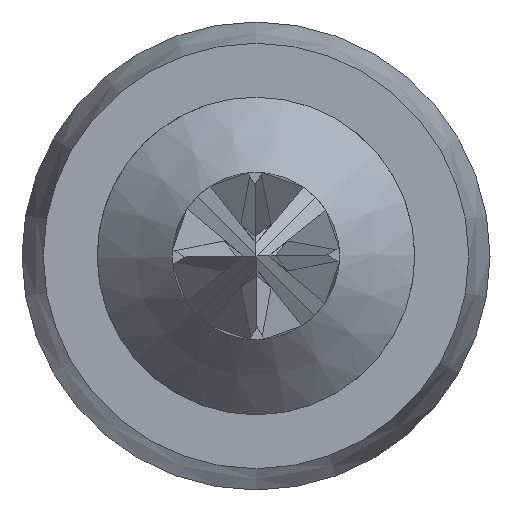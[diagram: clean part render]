
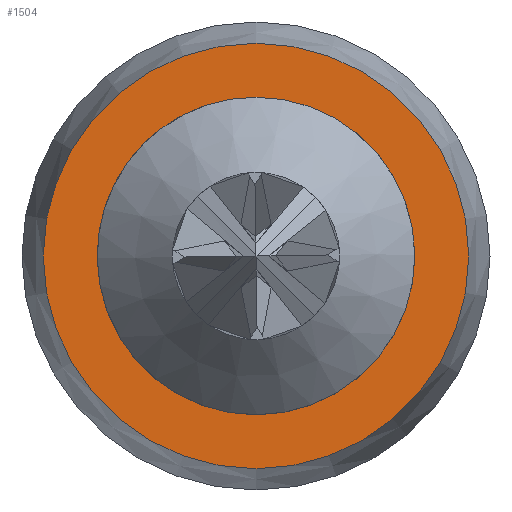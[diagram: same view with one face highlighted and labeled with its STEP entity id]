
A CAD part, left-side view. The second image highlights one B-rep face of the part: STEP entity #1504.
In plain terms, the highlighted planar face has unit normal (-1, 0, 0).
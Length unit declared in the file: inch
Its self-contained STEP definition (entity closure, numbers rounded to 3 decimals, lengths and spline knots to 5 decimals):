
#230 = CARTESIAN_POINT ( 'NONE',  ( 0., 0., 0.01045 ) ) ;
#720 = CARTESIAN_POINT ( 'NONE',  ( 0., 0., -0.014 ) ) ;
#740 = CARTESIAN_POINT ( 'NONE',  ( 0., 0., 0. ) ) ;
#813 = FACE_OUTER_BOUND ( 'NONE', #1815, .T. ) ;
#828 = EDGE_CURVE ( 'NONE', #4439, #4439, #1862, .T. ) ;
#879 = ORIENTED_EDGE ( 'NONE', *, *, #828, .F. ) ;
#888 = EDGE_CURVE ( 'NONE', #2215, #2215, #3645, .T. ) ;
#1504 = ADVANCED_FACE ( 'NONE', ( #2719, #813 ), #3423, .T. ) ;
#1546 = AXIS2_PLACEMENT_3D ( 'NONE', #740, #4161, #4113 ) ;
#1781 = AXIS2_PLACEMENT_3D ( 'NONE', #2625, #4138, #3407 ) ;
#1815 = EDGE_LOOP ( 'NONE', ( #879 ) ) ;
#1862 = CIRCLE ( 'NONE', #1781, 0.014 ) ;
#2007 = EDGE_LOOP ( 'NONE', ( #2053 ) ) ;
#2053 = ORIENTED_EDGE ( 'NONE', *, *, #888, .T. ) ;
#2215 = VERTEX_POINT ( 'NONE', #230 ) ;
#2625 = CARTESIAN_POINT ( 'NONE',  ( 0., 0., 0. ) ) ;
#2719 = FACE_BOUND ( 'NONE', #2007, .T. ) ;
#3033 = DIRECTION ( 'NONE',  ( 0., 0., 1. ) ) ;
#3407 = DIRECTION ( 'NONE',  ( 0., 0., -1. ) ) ;
#3423 = PLANE ( 'NONE',  #4519 ) ;
#3645 = CIRCLE ( 'NONE', #1546, 0.01045 ) ;
#3873 = DIRECTION ( 'NONE',  ( -1., 0., 0. ) ) ;
#4113 = DIRECTION ( 'NONE',  ( 0., 0., 1. ) ) ;
#4138 = DIRECTION ( 'NONE',  ( 1., 0., 0. ) ) ;
#4161 = DIRECTION ( 'NONE',  ( 1., 0., 0. ) ) ;
#4439 = VERTEX_POINT ( 'NONE', #720 ) ;
#4519 = AXIS2_PLACEMENT_3D ( 'NONE', #4623, #3873, #3033 ) ;
#4623 = CARTESIAN_POINT ( 'NONE',  ( 0., 0.014, 0. ) ) ;
